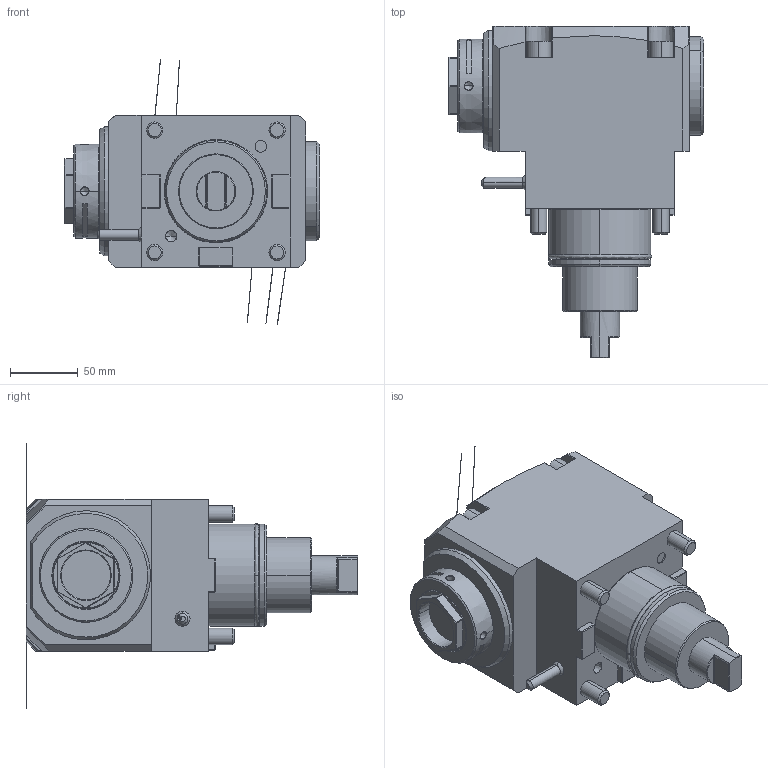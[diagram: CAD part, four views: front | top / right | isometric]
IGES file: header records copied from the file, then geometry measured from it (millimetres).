
Start section:  PTC IGES file: ngt2_75_205_40_1_3_90_do.igs
Global section: file name: ngt2_75_205_40_1_3_90_do.igs; native system: Pro/ENGINEER by Parametric Technology Corporation; preprocessor: 2010280; author: vali; organization: Unknown; date: 20230929.104013; units: millimetre
Bounding box: 187.8 x 244 x 194.85 mm (x, y, z)
Volume: 2411041.1 mm3; surface area: 140002.7 mm2
Topology: 2 solids, 2 shells, 301 faces, 745 edges, 465 vertices
Faces by surface type: bspline 175, revolution 126
